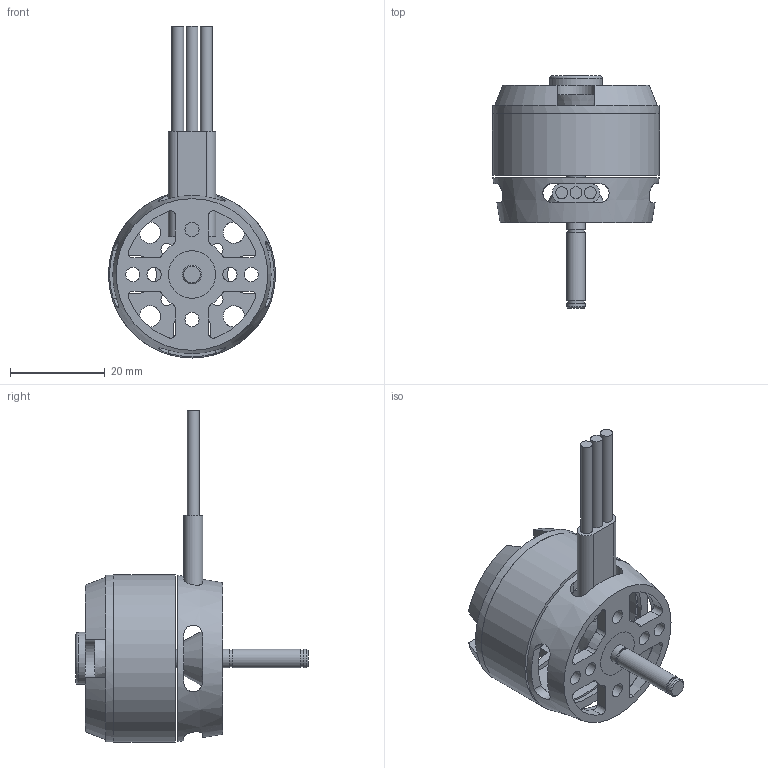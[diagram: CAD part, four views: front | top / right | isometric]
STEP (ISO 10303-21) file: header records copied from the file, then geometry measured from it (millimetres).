
FILE_DESCRIPTION(/* description */ (''),/* implementation_level */ '2;1');
FILE_NAME(/* name */ 'Hobbyhh D3530 910KV.stp',/* time_stamp */ '2022-09-16T23:19:40-04:00',/* author */ ('Nathan Cai'),/* organization */ (''),/* preprocessor_version */ 'ST-DEVELOPER v18.1',/* originating_system */ 'Autodesk Inventor 2022',/* authorisation */ '');
FILE_SCHEMA (('AUTOMOTIVE_DESIGN { 1 0 10303 214 3 1 1 }'));
Length unit declared in the file: inch
Products named in the file (9): Hobbyhh D3530 910KV; BASE; BODY; SLEEVE; CAN; Top; CAN_1; SHAFT; BEARING
Assembly tree (8 placements, depth 3):
  Hobbyhh D3530 910KV
    BASE
      BODY
      SLEEVE
    CAN
      Top
      CAN_1
      SHAFT
    BEARING
Bounding box: 35.25 x 49 x 70.08 mm (x, y, z)
Volume: 9513.5 mm3; surface area: 11273.7 mm2
Topology: 6 solids, 6 shells, 140 faces, 385 edges, 254 vertices
Faces by surface type: cylinder 70, plane 59, cone 10, torus 1
Full cylindrical faces by diameter (mm): 2.5 x7, 3 x6, 3.5 x2, 4 x6, 4.5 x4, 10 x2, 11 x1, 29.2 x1, 31.25 x1, 35.2 x1, 35.25 x1
Entity records: 5341 total; most frequent: CARTESIAN_POINT 1160, DIRECTION 868, ORIENTED_EDGE 770, EDGE_CURVE 385, AXIS2_PLACEMENT_3D 354, VERTEX_POINT 254, EDGE_LOOP 197, CIRCLE 197
